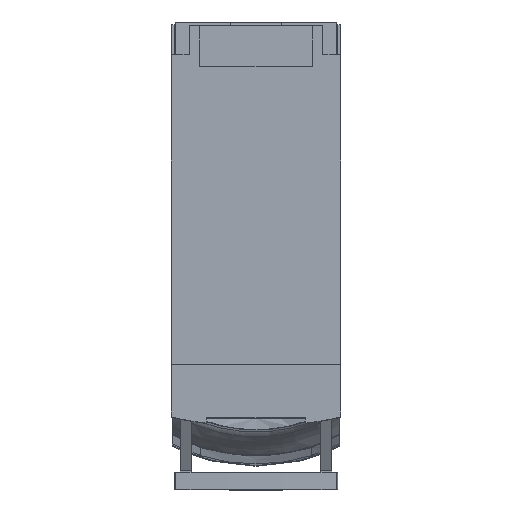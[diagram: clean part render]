
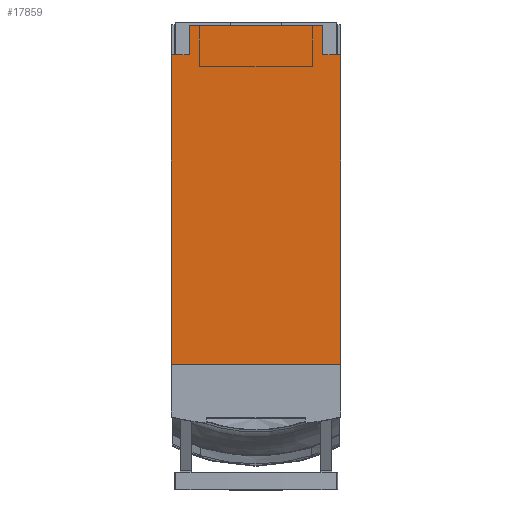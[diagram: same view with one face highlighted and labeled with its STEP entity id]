
A CAD part, top view. The second image highlights one B-rep face of the part: STEP entity #17859.
In plain terms, the highlighted face is planar.
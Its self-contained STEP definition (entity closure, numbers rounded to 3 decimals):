
#3386=ORIENTED_EDGE('',*,*,#7164,.T.);
#3387=ORIENTED_EDGE('',*,*,#7165,.F.);
#3388=ORIENTED_EDGE('',*,*,#7166,.F.);
#3389=ORIENTED_EDGE('',*,*,#6492,.F.);
#3390=ORIENTED_EDGE('',*,*,#7167,.F.);
#3391=ORIENTED_EDGE('',*,*,#7168,.F.);
#3392=ORIENTED_EDGE('',*,*,#7169,.F.);
#3393=ORIENTED_EDGE('',*,*,#7161,.T.);
#6492=EDGE_CURVE('',#8663,#8664,#10439,.T.);
#7161=EDGE_CURVE('',#9121,#9120,#11108,.T.);
#7164=EDGE_CURVE('',#9120,#9123,#11111,.T.);
#7165=EDGE_CURVE('',#9124,#9123,#11112,.T.);
#7166=EDGE_CURVE('',#8664,#9124,#11113,.T.);
#7167=EDGE_CURVE('',#9125,#8663,#11114,.T.);
#7168=EDGE_CURVE('',#9126,#9125,#11115,.T.);
#7169=EDGE_CURVE('',#9121,#9126,#11116,.T.);
#8663=VERTEX_POINT('',#26442);
#8664=VERTEX_POINT('',#26443);
#9120=VERTEX_POINT('',#27784);
#9121=VERTEX_POINT('',#27786);
#9123=VERTEX_POINT('',#27792);
#9124=VERTEX_POINT('',#27794);
#9125=VERTEX_POINT('',#27797);
#9126=VERTEX_POINT('',#27799);
#10439=LINE('',#26441,#12693);
#11108=LINE('',#27785,#13362);
#11111=LINE('',#27791,#13365);
#11112=LINE('',#27793,#13366);
#11113=LINE('',#27795,#13367);
#11114=LINE('',#27796,#13368);
#11115=LINE('',#27798,#13369);
#11116=LINE('',#27800,#13370);
#12693=VECTOR('',#21356,1000.);
#13362=VECTOR('',#22459,1000.);
#13365=VECTOR('',#22464,1000.);
#13366=VECTOR('',#22465,1000.);
#13367=VECTOR('',#22466,1000.);
#13368=VECTOR('',#22467,1000.);
#13369=VECTOR('',#22468,1000.);
#13370=VECTOR('',#22469,1000.);
#14780=EDGE_LOOP('',(#3386,#3387,#3388,#3389,#3390,#3391,#3392,#3393));
#15901=FACE_BOUND('',#14780,.T.);
#16899=PLANE('',#19089);
#17859=ADVANCED_FACE('',(#15901),#16899,.F.);
#19089=AXIS2_PLACEMENT_3D('',#27790,#22462,#22463);
#21356=DIRECTION('',(0.,0.,-1.));
#22459=DIRECTION('',(0.,0.,-1.));
#22462=DIRECTION('',(1.,0.,0.));
#22463=DIRECTION('',(0.,0.,-1.));
#22464=DIRECTION('',(0.,-1.,0.));
#22465=DIRECTION('',(0.,0.,-1.));
#22466=DIRECTION('',(0.,1.,0.));
#22467=DIRECTION('',(0.,-1.,0.));
#22468=DIRECTION('',(0.,0.,-1.));
#22469=DIRECTION('',(0.,-1.,0.));
#26441=CARTESIAN_POINT('',(0.,0.,49.5));
#26442=CARTESIAN_POINT('',(0.,0.,39.));
#26443=CARTESIAN_POINT('',(0.,0.,-39.));
#27784=CARTESIAN_POINT('',(0.,198.,-49.5));
#27785=CARTESIAN_POINT('',(0.,198.,49.5));
#27786=CARTESIAN_POINT('',(0.,198.,49.5));
#27790=CARTESIAN_POINT('',(0.,198.,49.5));
#27791=CARTESIAN_POINT('',(0.,198.,-49.5));
#27792=CARTESIAN_POINT('',(0.,17.,-49.5));
#27793=CARTESIAN_POINT('',(0.,17.,-39.));
#27794=CARTESIAN_POINT('',(0.,17.,-39.));
#27795=CARTESIAN_POINT('',(0.,0.,-39.));
#27796=CARTESIAN_POINT('',(0.,17.,39.));
#27797=CARTESIAN_POINT('',(0.,17.,39.));
#27798=CARTESIAN_POINT('',(0.,17.,49.5));
#27799=CARTESIAN_POINT('',(0.,17.,49.5));
#27800=CARTESIAN_POINT('',(0.,198.,49.5));
